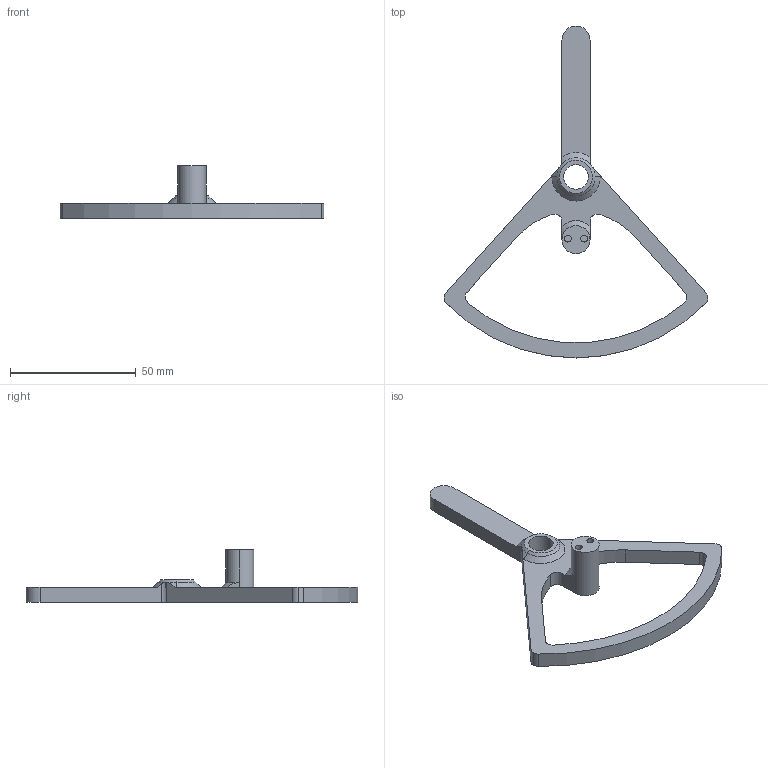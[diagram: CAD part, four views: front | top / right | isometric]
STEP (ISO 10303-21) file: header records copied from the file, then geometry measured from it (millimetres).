
FILE_DESCRIPTION (( 'STEP AP214' ), '1' );
FILE_NAME ('Paddle.STEP', '2026-01-07T21:14:42', ( '' ), ( '' ), 'SwSTEP 2.0', 'SolidWorks 2025', '' );
FILE_SCHEMA (( 'AUTOMOTIVE_DESIGN' ));
Length unit declared in the file: millimetre
Products named in the file (1): Paddle
Bounding box: 104.83 x 132 x 21 mm (x, y, z)
Volume: 16743.1 mm3; surface area: 9731.1 mm2
Topology: 1 solids, 1 shells, 49 faces, 125 edges, 80 vertices
Faces by surface type: cylinder 25, plane 17, cone 7
Entity records: 1569 total; most frequent: CARTESIAN_POINT 309, DIRECTION 278, ORIENTED_EDGE 250, EDGE_CURVE 125, AXIS2_PLACEMENT_3D 111, VERTEX_POINT 80, CIRCLE 61, VECTOR 56
